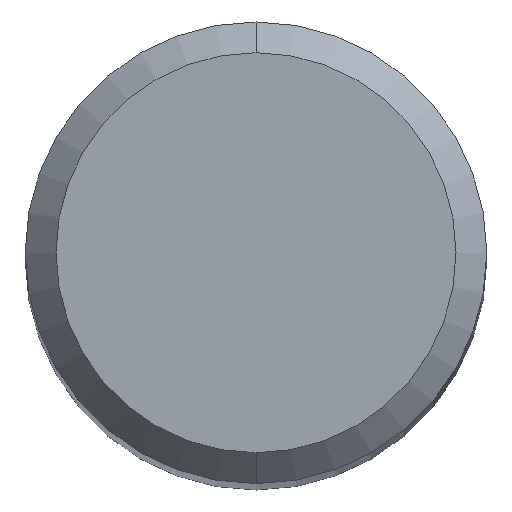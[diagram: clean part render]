
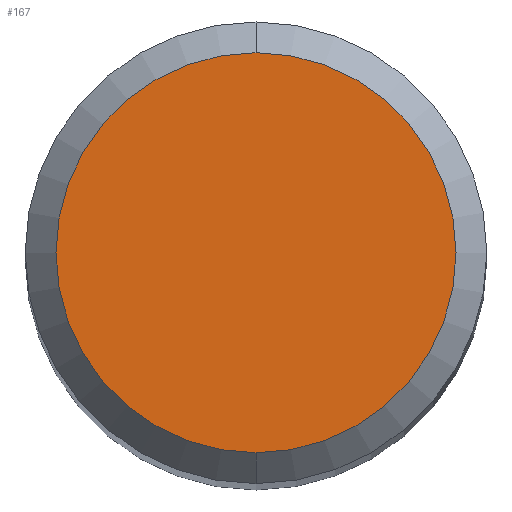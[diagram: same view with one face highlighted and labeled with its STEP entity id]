
A CAD part, top view. The second image highlights one B-rep face of the part: STEP entity #167.
In plain terms, the highlighted planar face has unit normal (0, 0, 1).
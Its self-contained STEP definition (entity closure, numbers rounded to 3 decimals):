
#119=EDGE_CURVE('',#199,#213,#273,.T.);
#167=ADVANCED_FACE('',(#328),#329,.T.);
#199=VERTEX_POINT('',#365);
#213=VERTEX_POINT('',#380);
#229=EDGE_CURVE('',#213,#199,#397,.T.);
#273=CIRCLE('',#440,2.6);
#328=FACE_OUTER_BOUND('',#509,.T.);
#329=PLANE('',#510);
#365=CARTESIAN_POINT('',(0.,-2.6,0.0));
#380=CARTESIAN_POINT('',(0.0,2.6,0.0));
#397=CIRCLE('',#599,2.6);
#440=AXIS2_PLACEMENT_3D('',#630,#631,#632);
#509=EDGE_LOOP('',(#708,#709));
#510=AXIS2_PLACEMENT_3D('',#710,#711,#712);
#599=AXIS2_PLACEMENT_3D('',#790,#791,#792);
#630=CARTESIAN_POINT('',(0.0,0.0,0.0));
#631=DIRECTION('',(0.0,0.0,-1.0));
#632=DIRECTION('',(0.0,1.0,0.0));
#708=ORIENTED_EDGE('',*,*,#229,.F.);
#709=ORIENTED_EDGE('',*,*,#119,.F.);
#710=CARTESIAN_POINT('',(0.0,1.3,0.0));
#711=DIRECTION('',(-0.0,0.0,1.0));
#712=DIRECTION('',(0.0,-1.0,0.0));
#790=CARTESIAN_POINT('',(0.0,0.0,0.0));
#791=DIRECTION('',(0.0,0.0,-1.0));
#792=DIRECTION('',(0.0,1.0,0.0));
